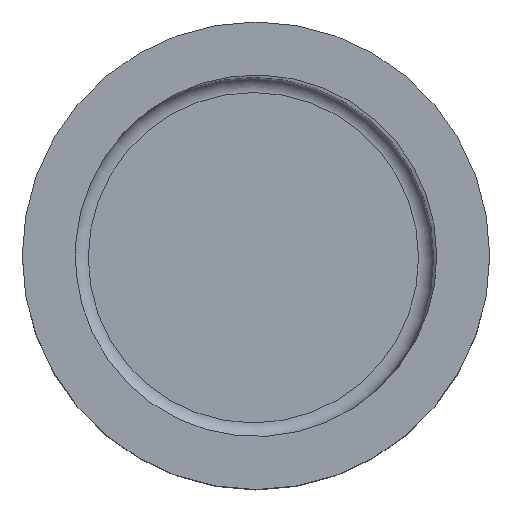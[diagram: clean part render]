
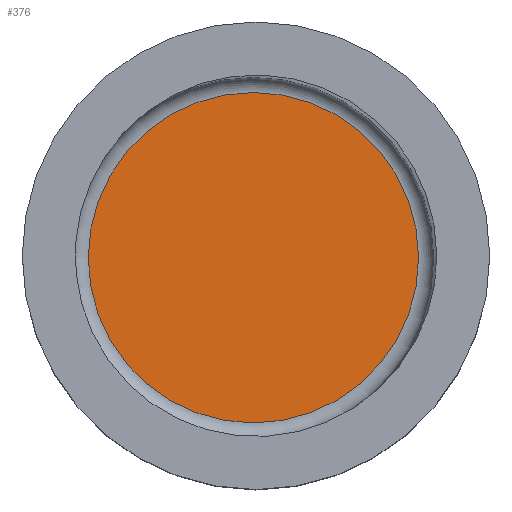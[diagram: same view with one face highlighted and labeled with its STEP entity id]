
A CAD part, top view. The second image highlights one B-rep face of the part: STEP entity #376.
In plain terms, the highlighted planar face has unit normal (0.002, 0, 1).
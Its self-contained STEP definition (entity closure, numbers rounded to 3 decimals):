
#308 = TOROIDAL_SURFACE('',#309,10.6,1.);
#309 = AXIS2_PLACEMENT_3D('',#310,#311,#312);
#310 = CARTESIAN_POINT('',(-0.163,0.,24.266));
#311 = DIRECTION('',(-0.002,-0.,-1.));
#312 = DIRECTION('',(1.,0.,-0.002));
#326 = VERTEX_POINT('',#327);
#327 = CARTESIAN_POINT('',(10.434,0.,23.242));
#349 = EDGE_CURVE('',#326,#326,#350,.T.);
#350 = SURFACE_CURVE('',#351,(#356,#363),.PCURVE_S1.);
#351 = CIRCLE('',#352,10.6);
#352 = AXIS2_PLACEMENT_3D('',#353,#354,#355);
#353 = CARTESIAN_POINT('',(-0.166,0.,23.266));
#354 = DIRECTION('',(0.002,-0.,1.));
#355 = DIRECTION('',(1.,0.,-0.002));
#356 = PCURVE('',#308,#357);
#357 = DEFINITIONAL_REPRESENTATION('',(#358),#362);
#358 = LINE('',#359,#360);
#359 = CARTESIAN_POINT('',(-0.,1.571));
#360 = VECTOR('',#361,1.);
#361 = DIRECTION('',(-1.,0.));
#362 = ( GEOMETRIC_REPRESENTATION_CONTEXT(2) 
PARAMETRIC_REPRESENTATION_CONTEXT() REPRESENTATION_CONTEXT('2D SPACE',''
  ) );
#363 = PCURVE('',#364,#369);
#364 = PLANE('',#365);
#365 = AXIS2_PLACEMENT_3D('',#366,#367,#368);
#366 = CARTESIAN_POINT('',(-0.166,0.,23.266));
#367 = DIRECTION('',(0.002,0.,1.));
#368 = DIRECTION('',(1.,0.,-0.002));
#369 = DEFINITIONAL_REPRESENTATION('',(#370),#374);
#370 = CIRCLE('',#371,10.6);
#371 = AXIS2_PLACEMENT_2D('',#372,#373);
#372 = CARTESIAN_POINT('',(0.,0.));
#373 = DIRECTION('',(1.,0.));
#374 = ( GEOMETRIC_REPRESENTATION_CONTEXT(2) 
PARAMETRIC_REPRESENTATION_CONTEXT() REPRESENTATION_CONTEXT('2D SPACE',''
  ) );
#376 = ADVANCED_FACE('',(#377),#364,.T.);
#377 = FACE_BOUND('',#378,.T.);
#378 = EDGE_LOOP('',(#379));
#379 = ORIENTED_EDGE('',*,*,#349,.T.);
